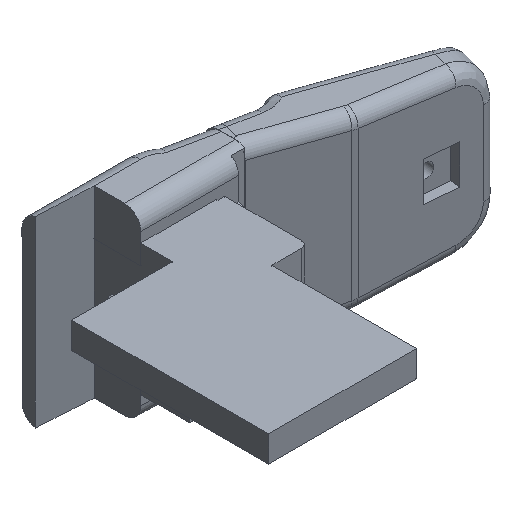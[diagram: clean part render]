
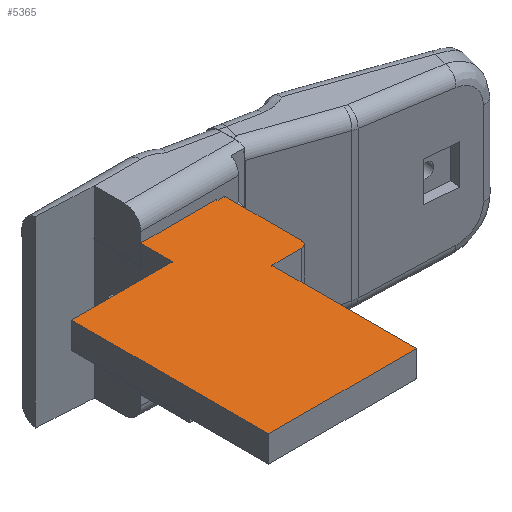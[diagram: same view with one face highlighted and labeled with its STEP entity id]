
A CAD part, isometric view. The second image highlights one B-rep face of the part: STEP entity #5365.
In plain terms, the highlighted face is planar.
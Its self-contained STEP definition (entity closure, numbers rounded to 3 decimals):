
#380=PLANE('',#5811);
#585=FACE_OUTER_BOUND('',#880,.T.);
#880=EDGE_LOOP('',(#4247,#4248,#4249,#4250,#4251,#4252,#4253,#4254,#4255,
#4256,#4257));
#1291=LINE('',#8557,#1834);
#1299=LINE('',#8575,#1842);
#1303=LINE('',#8583,#1846);
#1306=LINE('',#8589,#1849);
#1310=LINE('',#8597,#1853);
#1329=LINE('',#8647,#1872);
#1330=LINE('',#8649,#1873);
#1332=LINE('',#8654,#1875);
#1333=LINE('',#8656,#1876);
#1334=LINE('',#8657,#1877);
#1834=VECTOR('',#6613,10.);
#1842=VECTOR('',#6625,10.);
#1846=VECTOR('',#6631,10.);
#1849=VECTOR('',#6636,10.);
#1853=VECTOR('',#6642,10.);
#1872=VECTOR('',#6689,10.);
#1873=VECTOR('',#6692,10.);
#1875=VECTOR('',#6698,10.);
#1876=VECTOR('',#6699,10.);
#1877=VECTOR('',#6700,10.);
#2178=CIRCLE('',#5787,1.);
#2438=VERTEX_POINT('',#8544);
#2439=VERTEX_POINT('',#8545);
#2443=VERTEX_POINT('',#8555);
#2450=VERTEX_POINT('',#8573);
#2451=VERTEX_POINT('',#8574);
#2454=VERTEX_POINT('',#8582);
#2456=VERTEX_POINT('',#8588);
#2459=VERTEX_POINT('',#8595);
#2476=VERTEX_POINT('',#8645);
#2477=VERTEX_POINT('',#8653);
#2478=VERTEX_POINT('',#8655);
#3064=EDGE_CURVE('',#2438,#2439,#2178,.T.);
#3070=EDGE_CURVE('',#2438,#2443,#1291,.T.);
#3078=EDGE_CURVE('',#2450,#2451,#1299,.T.);
#3082=EDGE_CURVE('',#2451,#2454,#1303,.T.);
#3085=EDGE_CURVE('',#2454,#2456,#1306,.T.);
#3089=EDGE_CURVE('',#2456,#2459,#1310,.T.);
#3114=EDGE_CURVE('',#2443,#2476,#1329,.T.);
#3115=EDGE_CURVE('',#2459,#2439,#1330,.T.);
#3117=EDGE_CURVE('',#2476,#2477,#1332,.T.);
#3118=EDGE_CURVE('',#2477,#2478,#1333,.T.);
#3119=EDGE_CURVE('',#2478,#2450,#1334,.T.);
#4247=ORIENTED_EDGE('',*,*,#3064,.F.);
#4248=ORIENTED_EDGE('',*,*,#3070,.T.);
#4249=ORIENTED_EDGE('',*,*,#3114,.T.);
#4250=ORIENTED_EDGE('',*,*,#3117,.T.);
#4251=ORIENTED_EDGE('',*,*,#3118,.T.);
#4252=ORIENTED_EDGE('',*,*,#3119,.T.);
#4253=ORIENTED_EDGE('',*,*,#3078,.T.);
#4254=ORIENTED_EDGE('',*,*,#3082,.T.);
#4255=ORIENTED_EDGE('',*,*,#3085,.T.);
#4256=ORIENTED_EDGE('',*,*,#3089,.T.);
#4257=ORIENTED_EDGE('',*,*,#3115,.T.);
#5365=ADVANCED_FACE('',(#585),#380,.T.);
#5787=AXIS2_PLACEMENT_3D('',#8546,#6603,#6604);
#5811=AXIS2_PLACEMENT_3D('',#8652,#6696,#6697);
#6603=DIRECTION('center_axis',(-1.,0.,0.));
#6604=DIRECTION('ref_axis',(0.,-0.707,-0.707));
#6613=DIRECTION('',(0.,1.,0.));
#6625=DIRECTION('',(0.,0.,1.));
#6631=DIRECTION('',(0.,-1.,0.));
#6636=DIRECTION('',(0.,0.,-1.));
#6642=DIRECTION('',(0.,1.,0.));
#6689=DIRECTION('',(0.,0.,1.));
#6692=DIRECTION('',(0.,0.,-1.));
#6696=DIRECTION('center_axis',(1.,0.,0.));
#6697=DIRECTION('ref_axis',(0.,0.,
-1.));
#6698=DIRECTION('',(0.,1.,0.));
#6699=DIRECTION('',(0.,0.,1.));
#6700=DIRECTION('',(0.,-1.,0.));
#8544=CARTESIAN_POINT('',(17.,-14.371,-9.823));
#8545=CARTESIAN_POINT('',(17.,-15.371,-8.823));
#8546=CARTESIAN_POINT('Origin',(17.,-14.371,-8.823));
#8555=CARTESIAN_POINT('',(17.,-2.671,-9.823));
#8557=CARTESIAN_POINT('',(17.,-15.371,-9.823));
#8573=CARTESIAN_POINT('',(17.,-7.371,2.749));
#8574=CARTESIAN_POINT('',(17.,-7.371,18.177));
#8575=CARTESIAN_POINT('',(17.,-7.371,2.749));
#8582=CARTESIAN_POINT('',(17.,-37.371,18.177));
#8583=CARTESIAN_POINT('',(17.,-7.371,18.177));
#8588=CARTESIAN_POINT('',(17.,-37.371,-4.323));
#8589=CARTESIAN_POINT('',(17.,-37.371,18.177));
#8595=CARTESIAN_POINT('',(17.,-15.371,-4.323));
#8597=CARTESIAN_POINT('',(17.,-37.371,-4.323));
#8645=CARTESIAN_POINT('',(17.,-2.671,-8.823));
#8647=CARTESIAN_POINT('',(17.,-2.671,-9.823));
#8649=CARTESIAN_POINT('',(17.,-15.371,-8.823));
#8652=CARTESIAN_POINT('Origin',(17.,-6.171,-3.037));
#8653=CARTESIAN_POINT('',(17.,-2.471,-8.823));
#8654=CARTESIAN_POINT('',(17.,-5.871,-8.823));
#8655=CARTESIAN_POINT('',(17.,-2.471,2.749));
#8656=CARTESIAN_POINT('',(17.,-2.471,-3.251));
#8657=CARTESIAN_POINT('',(17.,-2.471,2.749));
